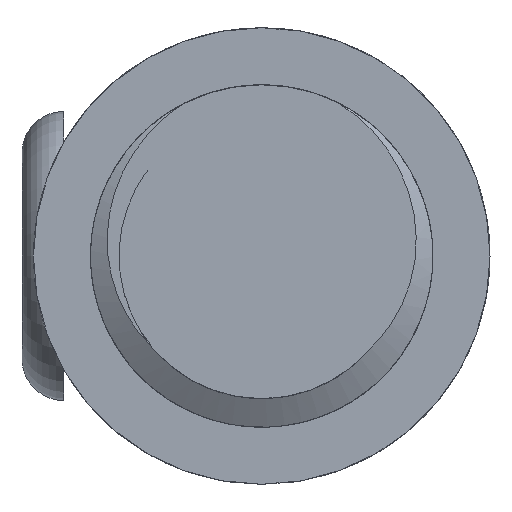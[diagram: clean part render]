
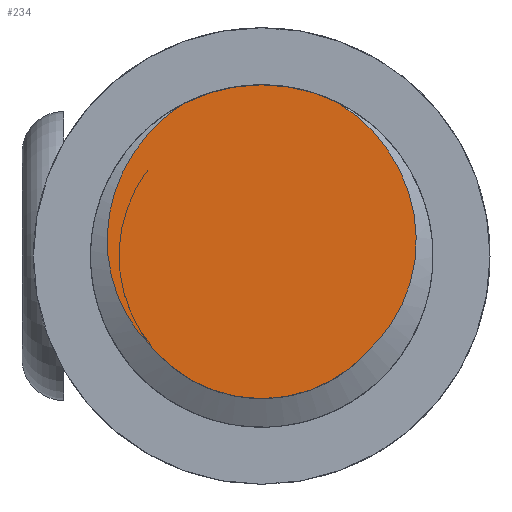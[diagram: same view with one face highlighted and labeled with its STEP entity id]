
A CAD part, left-side view. The second image highlights one B-rep face of the part: STEP entity #234.
In plain terms, the highlighted planar face has unit normal (-1, 0, 0).
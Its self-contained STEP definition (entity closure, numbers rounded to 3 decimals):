
#234=ADVANCED_FACE('',(#310),#280,.T.);
#280=PLANE('',#955);
#310=FACE_OUTER_BOUND('',#367,.T.);
#367=EDGE_LOOP('',(#538,#539,#540,#541));
#432=B_SPLINE_CURVE_WITH_KNOTS('',3,(#3076,#3077,#3078,#3079,#3080,#3081,
#3082,#3083,#3084,#3085,#3086,#3087,#3088,#3089,#3090,#3091,#3092,#3093,
#3094,#3095),.UNSPECIFIED.,.F.,.F.,(4,2,2,2,2,2,2,2,2,4),(0.,0.125,0.188,
0.25,0.375,0.5,0.625,0.75,0.875,1.),.UNSPECIFIED.);
#433=B_SPLINE_CURVE_WITH_KNOTS('',3,(#3100,#3101,#3102,#3103,#3104,#3105,
#3106,#3107,#3108,#3109,#3110,#3111,#3112,#3113,#3114,#3115,#3116,#3117),
 .UNSPECIFIED.,.F.,.F.,(4,2,2,2,2,2,2,2,4),(0.,0.125,0.25,0.375,0.5,0.625,
0.75,0.875,1.),.UNSPECIFIED.);
#538=ORIENTED_EDGE('',*,*,#825,.F.);
#539=ORIENTED_EDGE('',*,*,#826,.T.);
#540=ORIENTED_EDGE('',*,*,#827,.F.);
#541=ORIENTED_EDGE('',*,*,#828,.F.);
#734=VERTEX_POINT('',#3096);
#735=VERTEX_POINT('',#3097);
#736=VERTEX_POINT('',#3099);
#737=VERTEX_POINT('',#3118);
#825=EDGE_CURVE('',#734,#735,#432,.T.);
#826=EDGE_CURVE('',#734,#736,#908,.T.);
#827=EDGE_CURVE('',#737,#736,#433,.T.);
#828=EDGE_CURVE('',#735,#737,#909,.T.);
#908=CIRCLE('',#953,3.75);
#909=CIRCLE('',#954,4.5);
#953=AXIS2_PLACEMENT_3D('',#3098,#1083,#1084);
#954=AXIS2_PLACEMENT_3D('',#3119,#1085,#1086);
#955=AXIS2_PLACEMENT_3D('',#3120,#1087,#1088);
#1083=DIRECTION('',(-1.,0.,0.));
#1084=DIRECTION('',(0.,0.,-1.));
#1085=DIRECTION('',(1.,0.,0.));
#1086=DIRECTION('',(0.,0.,-1.));
#1087=DIRECTION('',(-1.,0.,0.));
#1088=DIRECTION('',(0.,0.,1.));
#3076=CARTESIAN_POINT('',(-13.,2.866,-2.419));
#3077=CARTESIAN_POINT('',(-13.,3.094,-2.201));
#3078=CARTESIAN_POINT('',(-13.,3.292,-1.959));
#3079=CARTESIAN_POINT('',(-13.,3.543,-1.561));
#3080=CARTESIAN_POINT('',(-13.,3.619,-1.422));
#3081=CARTESIAN_POINT('',(-13.,3.752,-1.138));
#3082=CARTESIAN_POINT('',(-13.,3.81,-0.993));
#3083=CARTESIAN_POINT('',(-13.,3.957,-0.549));
#3084=CARTESIAN_POINT('',(-13.,4.021,-0.236));
#3085=CARTESIAN_POINT('',(-13.,4.073,0.386));
#3086=CARTESIAN_POINT('',(-13.,4.063,0.698));
#3087=CARTESIAN_POINT('',(-13.,3.97,1.323));
#3088=CARTESIAN_POINT('',(-13.,3.89,1.625));
#3089=CARTESIAN_POINT('',(-13.,3.662,2.207));
#3090=CARTESIAN_POINT('',(-13.,3.514,2.489));
#3091=CARTESIAN_POINT('',(-13.,3.166,3.006));
#3092=CARTESIAN_POINT('',(-13.,2.964,3.245));
#3093=CARTESIAN_POINT('',(-13.,2.507,3.68));
#3094=CARTESIAN_POINT('',(-13.,2.259,3.871));
#3095=CARTESIAN_POINT('',(-13.,1.99,4.036));
#3096=CARTESIAN_POINT('',(-13.,2.866,-2.419));
#3097=CARTESIAN_POINT('',(-13.,1.99,4.036));
#3098=CARTESIAN_POINT('',(-13.,0.,0.));
#3099=CARTESIAN_POINT('',(-13.,-2.866,-2.419));
#3100=CARTESIAN_POINT('',(-13.,-1.99,4.036));
#3101=CARTESIAN_POINT('',(-13.,-2.259,3.871));
#3102=CARTESIAN_POINT('',(-13.,-2.506,3.681));
#3103=CARTESIAN_POINT('',(-13.,-2.958,3.251));
#3104=CARTESIAN_POINT('',(-13.,-3.165,3.007));
#3105=CARTESIAN_POINT('',(-13.,-3.513,2.489));
#3106=CARTESIAN_POINT('',(-13.,-3.659,2.214));
#3107=CARTESIAN_POINT('',(-13.,-3.889,1.626));
#3108=CARTESIAN_POINT('',(-13.,-3.97,1.323));
#3109=CARTESIAN_POINT('',(-13.,-4.062,0.706));
#3110=CARTESIAN_POINT('',(-13.,-4.073,0.387));
#3111=CARTESIAN_POINT('',(-13.,-4.021,-0.236));
#3112=CARTESIAN_POINT('',(-13.,-3.959,-0.542));
#3113=CARTESIAN_POINT('',(-13.,-3.762,-1.14));
#3114=CARTESIAN_POINT('',(-13.,-3.628,-1.425));
#3115=CARTESIAN_POINT('',(-13.,-3.296,-1.954));
#3116=CARTESIAN_POINT('',(-13.,-3.095,-2.201));
#3117=CARTESIAN_POINT('',(-13.,-2.866,-2.419));
#3118=CARTESIAN_POINT('',(-13.,-1.99,4.036));
#3119=CARTESIAN_POINT('',(-13.,0.,0.));
#3120=CARTESIAN_POINT('',(-13.,0.,0.));
